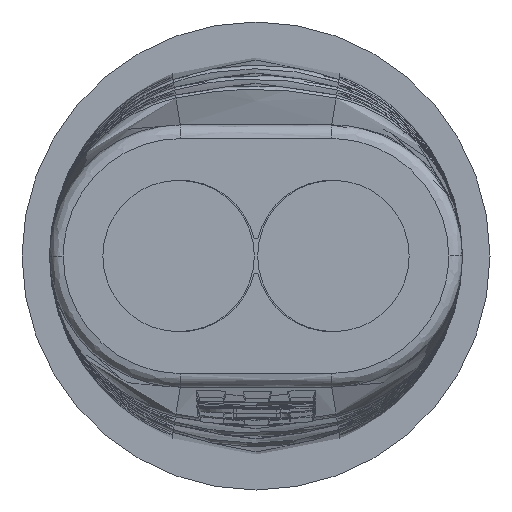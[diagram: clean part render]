
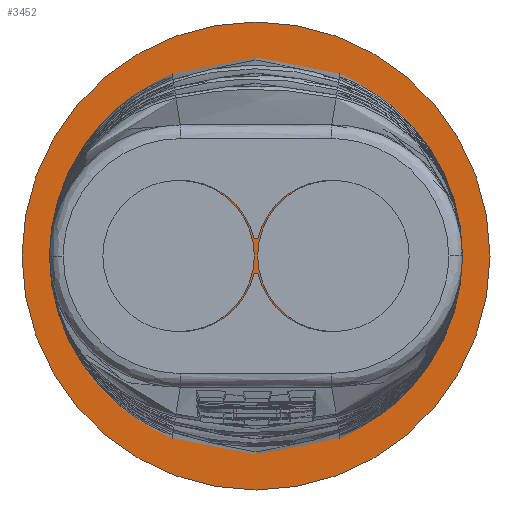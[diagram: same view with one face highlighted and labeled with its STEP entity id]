
A CAD part, front view. The second image highlights one B-rep face of the part: STEP entity #3452.
In plain terms, the highlighted planar face has unit normal (0, -1, 0).
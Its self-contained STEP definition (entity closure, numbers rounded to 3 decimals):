
#36=CARTESIAN_POINT('',(1.125,-6.,0.));
#37=DIRECTION('',(0.,-1.,0.));
#38=DIRECTION('',(0.,0.,-1.));
#39=AXIS2_PLACEMENT_3D('',#36,#37,#38);
#41=CARTESIAN_POINT('',(1.125,-6.,0.));
#42=DIRECTION('',(0.,-1.,0.));
#43=DIRECTION('',(0.,0.,1.));
#44=AXIS2_PLACEMENT_3D('',#41,#42,#43);
#46=CARTESIAN_POINT('',(-1.125,-6.,0.));
#47=DIRECTION('',(0.,-1.,0.));
#48=DIRECTION('',(0.,0.,-1.));
#49=AXIS2_PLACEMENT_3D('',#46,#47,#48);
#51=CARTESIAN_POINT('',(-1.125,-6.,0.));
#52=DIRECTION('',(0.,-1.,0.));
#53=DIRECTION('',(0.,0.,1.));
#54=AXIS2_PLACEMENT_3D('',#51,#52,#53);
#64=CARTESIAN_POINT('',(0.,-6.,0.));
#65=DIRECTION('',(0.,1.,0.));
#66=DIRECTION('',(1.,0.,0.));
#67=AXIS2_PLACEMENT_3D('',#64,#65,#66);
#69=CARTESIAN_POINT('',(0.,-6.,0.));
#70=DIRECTION('',(0.,-1.,0.));
#71=DIRECTION('',(1.,0.,0.));
#72=AXIS2_PLACEMENT_3D('',#69,#70,#71);
#3098=CARTESIAN_POINT('',(3.4,-6.,0.));
#3100=VERTEX_POINT('',#3098);
#3102=CARTESIAN_POINT('',(-3.4,-6.,0.));
#3104=VERTEX_POINT('',#3102);
#3421=CARTESIAN_POINT('',(1.125,-6.,-1.1));
#3422=CARTESIAN_POINT('',(1.125,-6.,1.1));
#3423=VERTEX_POINT('',#3421);
#3424=VERTEX_POINT('',#3422);
#3425=CARTESIAN_POINT('',(-1.125,-6.,-1.1));
#3426=CARTESIAN_POINT('',(-1.125,-6.,1.1));
#3427=VERTEX_POINT('',#3425);
#3428=VERTEX_POINT('',#3426);
#3429=CARTESIAN_POINT('',(0.,-6.,0.));
#3430=DIRECTION('',(0.,-1.,0.));
#3431=DIRECTION('',(-1.,0.,0.));
#3432=AXIS2_PLACEMENT_3D('',#3429,#3430,#3431);
#3433=PLANE('',#3432);
#3435=ORIENTED_EDGE('',*,*,#3434,.T.);
#3437=ORIENTED_EDGE('',*,*,#3436,.F.);
#3438=EDGE_LOOP('',(#3435,#3437));
#3439=FACE_OUTER_BOUND('',#3438,.F.);
#3441=ORIENTED_EDGE('',*,*,#3440,.T.);
#3443=ORIENTED_EDGE('',*,*,#3442,.T.);
#3444=EDGE_LOOP('',(#3441,#3443));
#3445=FACE_BOUND('',#3444,.F.);
#3447=ORIENTED_EDGE('',*,*,#3446,.T.);
#3449=ORIENTED_EDGE('',*,*,#3448,.T.);
#3450=EDGE_LOOP('',(#3447,#3449));
#3451=FACE_BOUND('',#3450,.F.);
#40=CIRCLE('',#39,1.1);
#45=CIRCLE('',#44,1.1);
#50=CIRCLE('',#49,1.1);
#55=CIRCLE('',#54,1.1);
#68=CIRCLE('',#67,3.4);
#73=CIRCLE('',#72,3.4);
#3434=EDGE_CURVE('',#3100,#3104,#68,.T.);
#3436=EDGE_CURVE('',#3100,#3104,#73,.T.);
#3440=EDGE_CURVE('',#3423,#3424,#40,.T.);
#3442=EDGE_CURVE('',#3424,#3423,#45,.T.);
#3446=EDGE_CURVE('',#3427,#3428,#50,.T.);
#3448=EDGE_CURVE('',#3428,#3427,#55,.T.);
#3452=ADVANCED_FACE('',(#3439,#3445,#3451),#3433,.T.);
